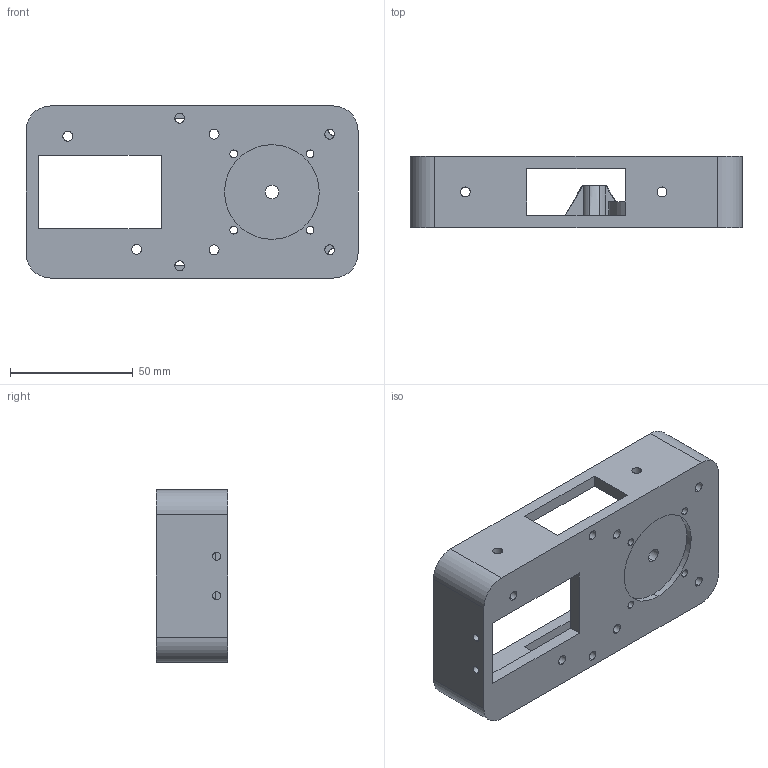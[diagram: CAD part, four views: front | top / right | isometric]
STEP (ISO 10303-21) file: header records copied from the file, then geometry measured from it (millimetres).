
FILE_DESCRIPTION (( 'STEP AP214' ), '1' );
FILE_NAME ('bottom casing.STEP', '2024-03-01T15:47:34', ( '' ), ( '' ), 'SwSTEP 2.0', 'SolidWorks 2024', '' );
FILE_SCHEMA (( 'AUTOMOTIVE_DESIGN' ));
Length unit declared in the file: millimetre
Products named in the file (1): bottom casing
Bounding box: 135 x 29 x 70 mm (x, y, z)
Volume: 87883.1 mm3; surface area: 38398.2 mm2
Topology: 1 solids, 1 shells, 123 faces, 345 edges, 227 vertices
Faces by surface type: cylinder 81, plane 38, bspline 4
Entity records: 4290 total; most frequent: CARTESIAN_POINT 862, DIRECTION 745, ORIENTED_EDGE 690, EDGE_CURVE 345, AXIS2_PLACEMENT_3D 290, VERTEX_POINT 227, EDGE_LOOP 174, CIRCLE 170
